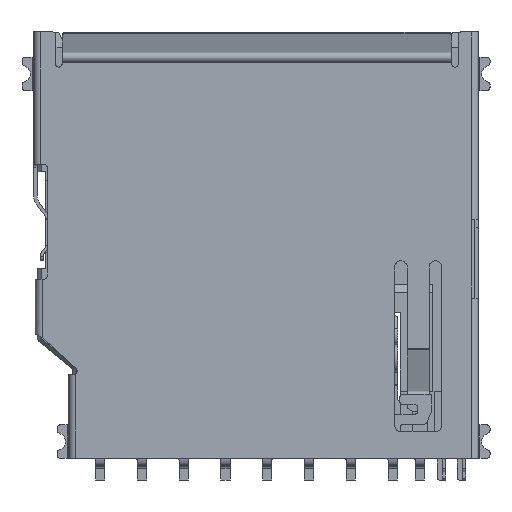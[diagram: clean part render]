
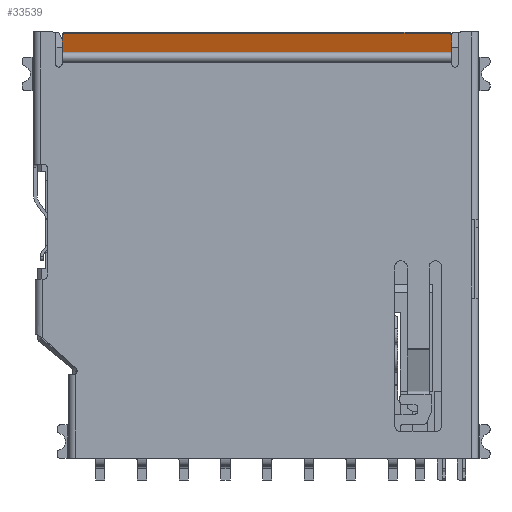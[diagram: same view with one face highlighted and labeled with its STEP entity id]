
A CAD part, top view. The second image highlights one B-rep face of the part: STEP entity #33539.
In plain terms, the highlighted planar face has unit normal (0, -0.301, 0.954).
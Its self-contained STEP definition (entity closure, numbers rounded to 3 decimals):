
#28324 = VERTEX_POINT('',#28325);
#28325 = CARTESIAN_POINT('',(11.65,12.519,1.875));
#28331 = EDGE_CURVE('',#28332,#28324,#28334,.T.);
#28332 = VERTEX_POINT('',#28333);
#28333 = CARTESIAN_POINT('',(11.65,11.265,1.48));
#28334 = LINE('',#28335,#28336);
#28335 = CARTESIAN_POINT('',(11.65,10.85,1.349));
#28336 = VECTOR('',#28337,1.);
#28337 = DIRECTION('',(0.,0.954,0.301)
  );
#33387 = EDGE_CURVE('',#33388,#33390,#33392,.T.);
#33388 = VERTEX_POINT('',#33389);
#33389 = CARTESIAN_POINT('',(-11.65,11.265,1.48));
#33390 = VERTEX_POINT('',#33391);
#33391 = CARTESIAN_POINT('',(-11.65,12.519,1.875));
#33392 = LINE('',#33393,#33394);
#33393 = CARTESIAN_POINT('',(-11.65,10.85,1.349));
#33394 = VECTOR('',#33395,1.);
#33395 = DIRECTION('',(0.,0.954,0.301
    ));
#33483 = VERTEX_POINT('',#33484);
#33484 = CARTESIAN_POINT('',(-11.5,12.662,1.92));
#33490 = EDGE_CURVE('',#33483,#33491,#33493,.T.);
#33491 = VERTEX_POINT('',#33492);
#33492 = CARTESIAN_POINT('',(11.5,12.662,1.92));
#33493 = LINE('',#33494,#33495);
#33494 = CARTESIAN_POINT('',(-13.05,12.662,1.92));
#33495 = VECTOR('',#33496,1.);
#33496 = DIRECTION('',(1.,0.,0.));
#33539 = ADVANCED_FACE('',(#33540),#33565,.T.);
#33540 = FACE_BOUND('',#33541,.T.);
#33541 = EDGE_LOOP('',(#33542,#33543,#33550,#33551,#33557,#33558));
#33542 = ORIENTED_EDGE('',*,*,#33490,.F.);
#33543 = ORIENTED_EDGE('',*,*,#33544,.T.);
#33544 = EDGE_CURVE('',#33483,#33390,#33545,.T.);
#33545 = CIRCLE('',#33546,0.15);
#33546 = AXIS2_PLACEMENT_3D('',#33547,#33548,#33549);
#33547 = CARTESIAN_POINT('',(-11.5,12.519,1.875));
#33548 = DIRECTION('',(0.,-0.301,
    0.954));
#33549 = DIRECTION('',(0.,-0.954,
    -0.301));
#33550 = ORIENTED_EDGE('',*,*,#33387,.F.);
#33551 = ORIENTED_EDGE('',*,*,#33552,.F.);
#33552 = EDGE_CURVE('',#28332,#33388,#33553,.T.);
#33553 = LINE('',#33554,#33555);
#33554 = CARTESIAN_POINT('',(11.65,11.265,1.48));
#33555 = VECTOR('',#33556,1.);
#33556 = DIRECTION('',(-1.,0.,0.));
#33557 = ORIENTED_EDGE('',*,*,#28331,.T.);
#33558 = ORIENTED_EDGE('',*,*,#33559,.T.);
#33559 = EDGE_CURVE('',#28324,#33491,#33560,.T.);
#33560 = CIRCLE('',#33561,0.15);
#33561 = AXIS2_PLACEMENT_3D('',#33562,#33563,#33564);
#33562 = CARTESIAN_POINT('',(11.5,12.519,1.875));
#33563 = DIRECTION('',(0.,-0.301,
    0.954));
#33564 = DIRECTION('',(0.,-0.954,
    -0.301));
#33565 = PLANE('',#33566);
#33566 = AXIS2_PLACEMENT_3D('',#33567,#33568,#33569);
#33567 = CARTESIAN_POINT('',(-10.95,-6.695,-4.183));
#33568 = DIRECTION('',(0.,-0.301,
    0.954));
#33569 = DIRECTION('',(1.,0.,0.));
